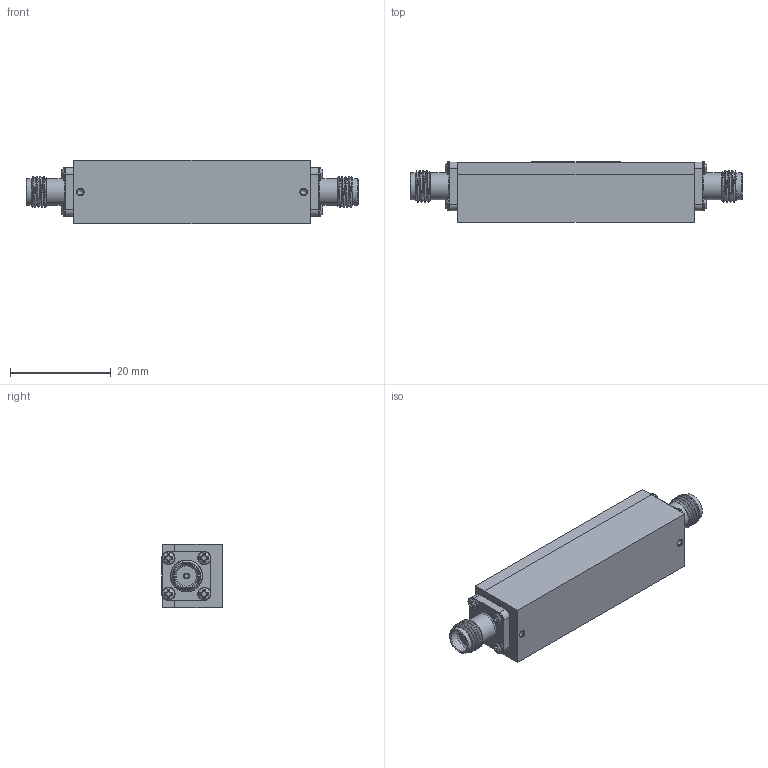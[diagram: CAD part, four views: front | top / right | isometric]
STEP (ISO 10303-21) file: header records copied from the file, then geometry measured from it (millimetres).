
FILE_DESCRIPTION (( 'STEP AP203' ), '1' );
FILE_NAME ('FMFL1005.step', '2020-04-17T17:02:12', ( '' ), ( '' ), 'SwSTEP 2.0', 'SolidWorks 2018', '' );
FILE_SCHEMA (( 'CONFIG_CONTROL_DESIGN' ));
Length unit declared in the file: inch
Products named in the file (1): FMFL1005
Bounding box: 66.04 x 11.99 x 12.7 mm (x, y, z)
Volume: 7722.9 mm3; surface area: 3423.5 mm2
Topology: 1 solids, 9 shells, 319 faces, 792 edges, 519 vertices
Faces by surface type: plane 206, cylinder 45, cone 44, bspline 22, torus 2
Full cylindrical faces by diameter (mm): 0.508 x1, 0.914 x2, 1.092 x8, 1.168 x2, 1.191 x2, 1.524 x2, 2.591 x8, 4.521 x2, 5.08 x2, 5.334 x4
Entity records: 11789 total; most frequent: CARTESIAN_POINT 4978, ORIENTED_EDGE 1432, DIRECTION 1198, EDGE_CURVE 716, VERTEX_POINT 494, AXIS2_PLACEMENT_3D 446, EDGE_LOOP 398, FACE_OUTER_BOUND 362
